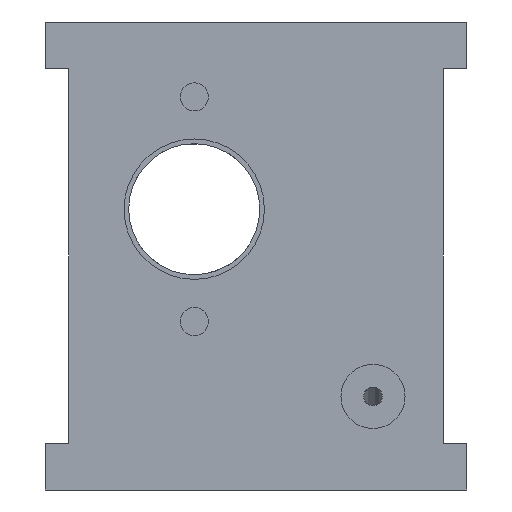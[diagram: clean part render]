
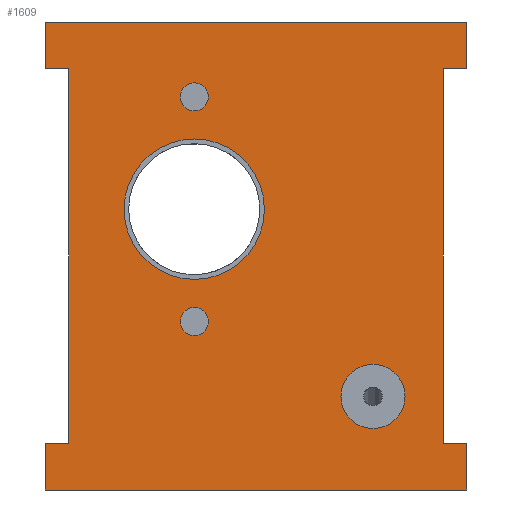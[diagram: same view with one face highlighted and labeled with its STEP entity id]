
A CAD part, left-side view. The second image highlights one B-rep face of the part: STEP entity #1609.
In plain terms, the highlighted planar face has unit normal (-1, 0, 0).
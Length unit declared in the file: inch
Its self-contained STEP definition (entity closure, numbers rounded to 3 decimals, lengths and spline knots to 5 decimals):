
#63=FACE_BOUND('',#365,.T.);
#64=FACE_BOUND('',#366,.T.);
#65=FACE_BOUND('',#367,.T.);
#66=FACE_BOUND('',#368,.T.);
#108=PLANE('',#1820);
#219=FACE_OUTER_BOUND('',#364,.T.);
#364=EDGE_LOOP('',(#1450,#1451,#1452,#1453,#1454,#1455,#1456,#1457,#1458,
#1459,#1460,#1461));
#365=EDGE_LOOP('',(#1462));
#366=EDGE_LOOP('',(#1463));
#367=EDGE_LOOP('',(#1464));
#368=EDGE_LOOP('',(#1465));
#420=LINE('',#2682,#514);
#435=LINE('',#2990,#529);
#457=LINE('',#3112,#551);
#460=LINE('',#3117,#554);
#464=LINE('',#3124,#558);
#467=LINE('',#3130,#561);
#469=LINE('',#3133,#563);
#471=LINE('',#3139,#565);
#474=LINE('',#3144,#568);
#478=LINE('',#3151,#572);
#481=LINE('',#3157,#575);
#483=LINE('',#3160,#577);
#514=VECTOR('',#2039,0.3937);
#529=VECTOR('',#2122,0.3937);
#551=VECTOR('',#2262,0.3937);
#554=VECTOR('',#2267,0.3937);
#558=VECTOR('',#2273,0.3937);
#561=VECTOR('',#2278,0.3937);
#563=VECTOR('',#2282,0.3937);
#565=VECTOR('',#2286,0.3937);
#568=VECTOR('',#2291,0.3937);
#572=VECTOR('',#2297,0.3937);
#575=VECTOR('',#2302,0.3937);
#577=VECTOR('',#2306,0.3937);
#613=CIRCLE('',#1696,0.07515);
#615=CIRCLE('',#1700,0.07515);
#633=CIRCLE('',#1737,0.1714);
#656=CIRCLE('',#1776,0.375);
#719=VERTEX_POINT('',#2577);
#721=VERTEX_POINT('',#2584);
#734=VERTEX_POINT('',#2680);
#735=VERTEX_POINT('',#2681);
#756=VERTEX_POINT('',#2890);
#768=VERTEX_POINT('',#2987);
#769=VERTEX_POINT('',#2989);
#785=VERTEX_POINT('',#3036);
#808=VERTEX_POINT('',#3108);
#810=VERTEX_POINT('',#3111);
#813=VERTEX_POINT('',#3122);
#815=VERTEX_POINT('',#3128);
#816=VERTEX_POINT('',#3135);
#818=VERTEX_POINT('',#3138);
#821=VERTEX_POINT('',#3149);
#823=VERTEX_POINT('',#3155);
#889=EDGE_CURVE('',#719,#719,#613,.T.);
#892=EDGE_CURVE('',#721,#721,#615,.T.);
#909=EDGE_CURVE('',#734,#735,#420,.T.);
#938=EDGE_CURVE('',#756,#756,#633,.T.);
#955=EDGE_CURVE('',#769,#768,#435,.T.);
#979=EDGE_CURVE('',#785,#785,#656,.T.);
#1011=EDGE_CURVE('',#808,#810,#457,.T.);
#1014=EDGE_CURVE('',#810,#735,#460,.T.);
#1018=EDGE_CURVE('',#808,#813,#464,.T.);
#1021=EDGE_CURVE('',#813,#815,#467,.T.);
#1023=EDGE_CURVE('',#769,#815,#469,.T.);
#1025=EDGE_CURVE('',#816,#818,#471,.T.);
#1028=EDGE_CURVE('',#818,#768,#474,.T.);
#1032=EDGE_CURVE('',#821,#816,#478,.T.);
#1035=EDGE_CURVE('',#821,#823,#481,.T.);
#1037=EDGE_CURVE('',#734,#823,#483,.T.);
#1450=ORIENTED_EDGE('',*,*,#1018,.T.);
#1451=ORIENTED_EDGE('',*,*,#1021,.T.);
#1452=ORIENTED_EDGE('',*,*,#1023,.F.);
#1453=ORIENTED_EDGE('',*,*,#955,.T.);
#1454=ORIENTED_EDGE('',*,*,#1028,.F.);
#1455=ORIENTED_EDGE('',*,*,#1025,.F.);
#1456=ORIENTED_EDGE('',*,*,#1032,.F.);
#1457=ORIENTED_EDGE('',*,*,#1035,.T.);
#1458=ORIENTED_EDGE('',*,*,#1037,.F.);
#1459=ORIENTED_EDGE('',*,*,#909,.T.);
#1460=ORIENTED_EDGE('',*,*,#1014,.F.);
#1461=ORIENTED_EDGE('',*,*,#1011,.F.);
#1462=ORIENTED_EDGE('',*,*,#889,.T.);
#1463=ORIENTED_EDGE('',*,*,#892,.T.);
#1464=ORIENTED_EDGE('',*,*,#938,.T.);
#1465=ORIENTED_EDGE('',*,*,#979,.T.);
#1609=ADVANCED_FACE('',(#219,#63,#64,#65,#66),#108,.T.);
#1696=AXIS2_PLACEMENT_3D('',#2578,#1992,#1993);
#1700=AXIS2_PLACEMENT_3D('',#2585,#2001,#2002);
#1737=AXIS2_PLACEMENT_3D('',#2891,#2088,#2089);
#1776=AXIS2_PLACEMENT_3D('',#3038,#2179,#2180);
#1820=AXIS2_PLACEMENT_3D('',#3162,#2309,#2310);
#1992=DIRECTION('center_axis',(1.,0.,0.));
#1993=DIRECTION('ref_axis',(0.,0.,-1.));
#2001=DIRECTION('center_axis',(1.,0.,0.));
#2002=DIRECTION('ref_axis',(0.,0.,-1.));
#2039=DIRECTION('',(0.,-1.,0.));
#2088=DIRECTION('center_axis',(1.,0.,0.));
#2089=DIRECTION('ref_axis',(0.,0.,1.));
#2122=DIRECTION('',(0.,1.,0.));
#2179=DIRECTION('center_axis',(1.,0.,0.));
#2180=DIRECTION('ref_axis',(0.,0.,1.));
#2262=DIRECTION('',(0.,-1.,0.));
#2267=DIRECTION('',(0.,0.,-1.));
#2273=DIRECTION('',(0.,0.,1.));
#2278=DIRECTION('',(0.,-1.,0.));
#2282=DIRECTION('',(0.,0.,-1.));
#2286=DIRECTION('',(0.,1.,0.));
#2291=DIRECTION('',(0.,0.,1.));
#2297=DIRECTION('',(0.,0.,1.));
#2302=DIRECTION('',(0.,1.,0.));
#2306=DIRECTION('',(0.,0.,1.));
#2309=DIRECTION('center_axis',(-1.,0.,0.));
#2310=DIRECTION('ref_axis',(0.,0.,1.));
#2577=CARTESIAN_POINT('',(0.,1.33,-0.32485));
#2578=CARTESIAN_POINT('Origin',(0.,1.33,-0.4));
#2584=CARTESIAN_POINT('',(0.,1.33,-1.52485));
#2585=CARTESIAN_POINT('Origin',(0.,1.33,-1.6));
#2680=CARTESIAN_POINT('',(0.,2.125,-2.5));
#2681=CARTESIAN_POINT('',(0.,-0.125,-2.5));
#2682=CARTESIAN_POINT('',(0.,0.,-2.5));
#2890=CARTESIAN_POINT('',(0.,0.375,-2.1714));
#2891=CARTESIAN_POINT('Origin',(0.,0.375,-2.));
#2987=CARTESIAN_POINT('',(0.,2.125,0.));
#2989=CARTESIAN_POINT('',(0.,-0.125,0.));
#2990=CARTESIAN_POINT('',(0.,0.,0.));
#3036=CARTESIAN_POINT('',(0.,1.33,-1.375));
#3038=CARTESIAN_POINT('Origin',(0.,1.33,-1.));
#3108=CARTESIAN_POINT('',(0.,0.,-2.25));
#3111=CARTESIAN_POINT('',(0.,-0.125,-2.25));
#3112=CARTESIAN_POINT('',(0.,0.,-2.25));
#3117=CARTESIAN_POINT('',(0.,-0.125,0.));
#3122=CARTESIAN_POINT('',(0.,0.,-0.25));
#3124=CARTESIAN_POINT('',(0.,0.,-2.5));
#3128=CARTESIAN_POINT('',(0.,-0.125,-0.25));
#3130=CARTESIAN_POINT('',(0.,0.,-0.25));
#3133=CARTESIAN_POINT('',(0.,-0.125,0.));
#3135=CARTESIAN_POINT('',(0.,2.,-0.25));
#3138=CARTESIAN_POINT('',(0.,2.125,-0.25));
#3139=CARTESIAN_POINT('',(0.,2.,-0.25));
#3144=CARTESIAN_POINT('',(0.,2.125,-2.5));
#3149=CARTESIAN_POINT('',(0.,2.,-2.25));
#3151=CARTESIAN_POINT('',(0.,2.,-2.5));
#3155=CARTESIAN_POINT('',(0.,2.125,-2.25));
#3157=CARTESIAN_POINT('',(0.,2.,-2.25));
#3160=CARTESIAN_POINT('',(0.,2.125,-2.5));
#3162=CARTESIAN_POINT('Origin',(0.,0.,-2.5));
